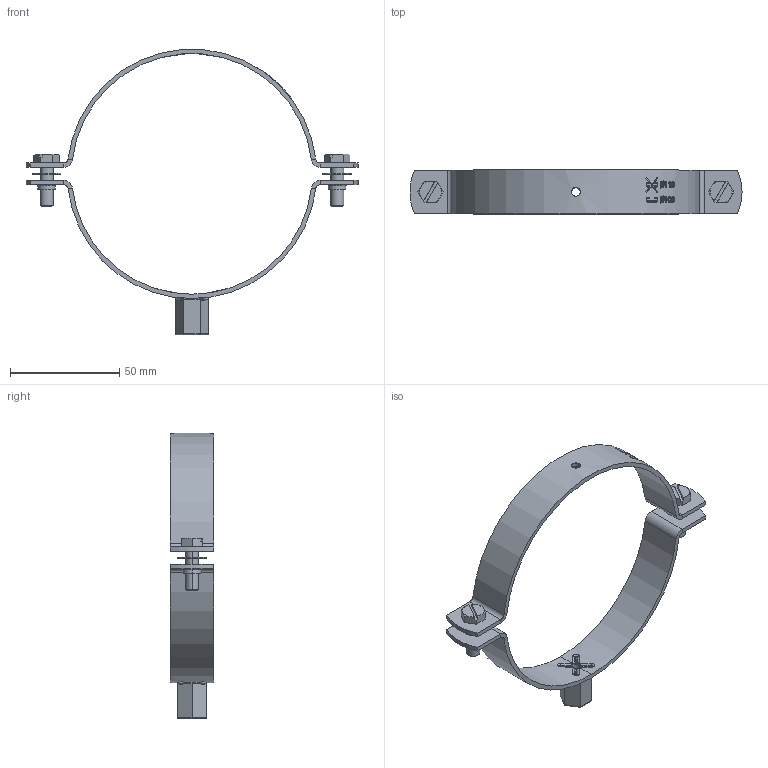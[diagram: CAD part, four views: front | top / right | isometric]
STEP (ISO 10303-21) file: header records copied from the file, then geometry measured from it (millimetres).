
FILE_DESCRIPTION (( 'STEP AP214' ), '1' );
FILE_NAME ('30179110.STEP', '2022-10-27T06:52:54', ( '' ), ( '' ), 'SwSTEP 2.0', 'SolidWorks 2021', '' );
FILE_SCHEMA (( 'AUTOMOTIVE_DESIGN' ));
Length unit declared in the file: millimetre
Products named in the file (7): 8020130110; Clamp^8110130110; 8110130110; 30179110; 9519002599; 9735013060; 9541506020
Assembly tree (8 placements, depth 3):
  30179110
    8110130110
      Clamp^8110130110
      9519002599
    8020130110
    9541506020  x2
    9735013060  x2
Bounding box: 151.75 x 20 x 130.59 mm (x, y, z)
Volume: 19604.2 mm3; surface area: 21416.2 mm2
Topology: 7 solids, 7 shells, 464 faces, 1186 edges, 756 vertices
Faces by surface type: bspline 168, plane 143, cylinder 111, cone 30, torus 12
Entity records: 26003 total; most frequent: CARTESIAN_POINT 17135, ORIENTED_EDGE 2118, DIRECTION 1201, EDGE_CURVE 1059, VERTEX_POINT 675, B_SPLINE_CURVE_WITH_KNOTS 563, AXIS2_PLACEMENT_3D 461, EDGE_LOOP 446
